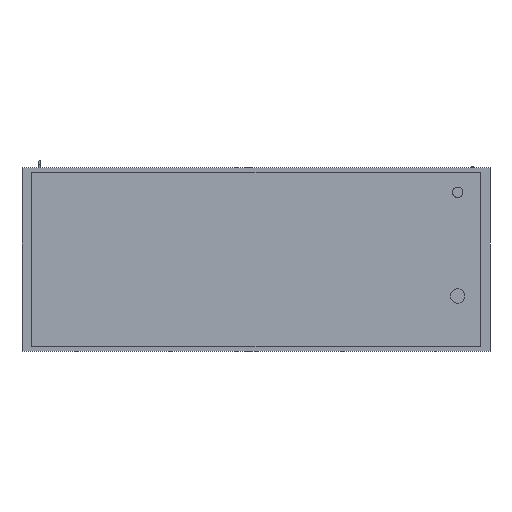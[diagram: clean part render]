
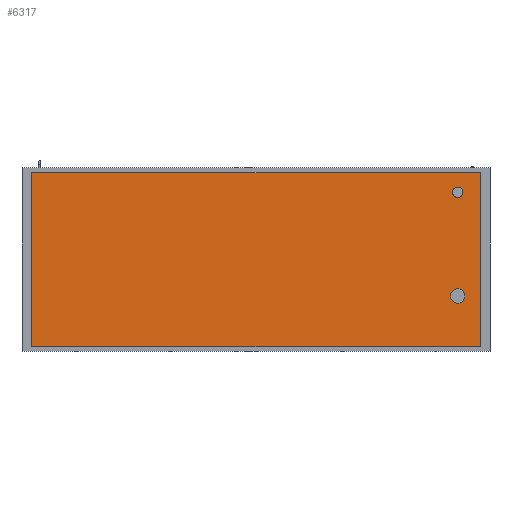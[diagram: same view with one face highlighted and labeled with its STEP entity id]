
A CAD part, front view. The second image highlights one B-rep face of the part: STEP entity #6317.
In plain terms, the highlighted planar face has unit normal (0, -1, 0).
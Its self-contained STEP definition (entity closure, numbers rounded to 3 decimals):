
#477=FACE_OUTER_BOUND('',#884,.T.);
#884=EDGE_LOOP('',(#4231,#4232,#4233,#4234));
#1311=LINE('',#9450,#1989);
#1313=LINE('',#9454,#1991);
#1314=LINE('',#9457,#1992);
#1315=LINE('',#9458,#1993);
#1989=VECTOR('',#7479,10.);
#1991=VECTOR('',#7483,10.);
#1992=VECTOR('',#7486,10.);
#1993=VECTOR('',#7487,10.);
#2657=VERTEX_POINT('',#9446);
#2658=VERTEX_POINT('',#9448);
#2659=VERTEX_POINT('',#9452);
#2660=VERTEX_POINT('',#9456);
#3287=EDGE_CURVE('',#2658,#2657,#1311,.T.);
#3289=EDGE_CURVE('',#2658,#2659,#1313,.T.);
#3290=EDGE_CURVE('',#2660,#2659,#1314,.T.);
#3291=EDGE_CURVE('',#2657,#2660,#1315,.T.);
#4231=ORIENTED_EDGE('',*,*,#3289,.T.);
#4232=ORIENTED_EDGE('',*,*,#3290,.F.);
#4233=ORIENTED_EDGE('',*,*,#3291,.F.);
#4234=ORIENTED_EDGE('',*,*,#3287,.F.);
#6012=PLANE('',#6795);
#6317=ADVANCED_FACE('',(#477),#6012,.T.);
#6795=AXIS2_PLACEMENT_3D('',#9455,#7484,#7485);
#7479=DIRECTION('',(0.,0.,1.));
#7483=DIRECTION('',(1.,0.,0.));
#7484=DIRECTION('center_axis',(0.,-1.,0.));
#7485=DIRECTION('ref_axis',(0.,0.,-1.));
#7486=DIRECTION('',(0.,0.,-1.));
#7487=DIRECTION('',(1.,0.,0.));
#9446=CARTESIAN_POINT('',(-850.,-185.,330.));
#9448=CARTESIAN_POINT('',(-850.,-185.,-330.));
#9450=CARTESIAN_POINT('',(-850.,-185.,330.));
#9452=CARTESIAN_POINT('',(850.,-185.,-330.));
#9454=CARTESIAN_POINT('',(0.,-185.,-330.));
#9455=CARTESIAN_POINT('Origin',(0.,-185.,330.));
#9456=CARTESIAN_POINT('',(850.,-185.,330.));
#9457=CARTESIAN_POINT('',(850.,-185.,330.));
#9458=CARTESIAN_POINT('',(0.,-185.,330.));
